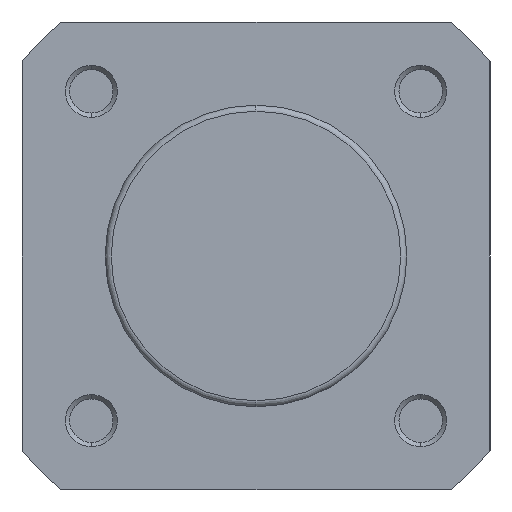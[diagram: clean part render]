
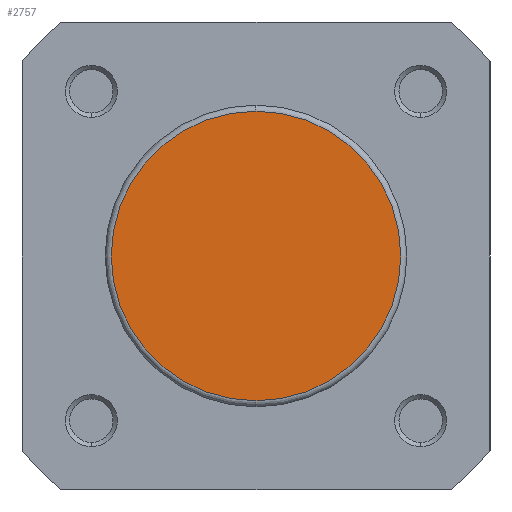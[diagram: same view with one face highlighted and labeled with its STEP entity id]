
A CAD part, left-side view. The second image highlights one B-rep face of the part: STEP entity #2757.
In plain terms, the highlighted planar face has unit normal (-1, 0, 0).
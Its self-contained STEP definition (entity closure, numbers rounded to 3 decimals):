
#562 = VERTEX_POINT ( 'NONE', #848 ) ;
#566 = VERTEX_POINT ( 'NONE', #852 ) ;
#848 = CARTESIAN_POINT ( 'NONE',  ( 0., 0., 16.7 ) ) ;
#852 = CARTESIAN_POINT ( 'NONE',  ( 0., 0., -16.7 ) ) ;
#1507 = CARTESIAN_POINT ( 'NONE',  ( 0., -17.4, 0. ) ) ;
#1508 = PLANE ( 'NONE',  #3392 ) ;
#1510 = DIRECTION ( 'NONE',  ( -1., 0., 0. ) ) ;
#1511 = DIRECTION ( 'NONE',  ( 0., 0., 1. ) ) ;
#2107 = FACE_OUTER_BOUND ( 'NONE', #3216, .T. ) ;
#2327 = CIRCLE ( 'NONE', #3480, 16.7 ) ;
#2433 = CIRCLE ( 'NONE', #3517, 16.7 ) ;
#2757 = ADVANCED_FACE ( 'NONE', ( #2107 ), #1508, .T. ) ;
#3216 = EDGE_LOOP ( 'NONE', ( #4988, #5160 ) ) ;
#3392 = AXIS2_PLACEMENT_3D ( 'NONE', #1507, #1510, #1511 ) ;
#3480 = AXIS2_PLACEMENT_3D ( 'NONE', #3889, #3896, #3897 ) ;
#3517 = AXIS2_PLACEMENT_3D ( 'NONE', #4072, #4074, #4075 ) ;
#3889 = CARTESIAN_POINT ( 'NONE',  ( 0., 0., 0. ) ) ;
#3896 = DIRECTION ( 'NONE',  ( -1., 0., 0. ) ) ;
#3897 = DIRECTION ( 'NONE',  ( 0., 0., 1. ) ) ;
#4072 = CARTESIAN_POINT ( 'NONE',  ( 0., 0., 0. ) ) ;
#4074 = DIRECTION ( 'NONE',  ( -1., 0., 0. ) ) ;
#4075 = DIRECTION ( 'NONE',  ( 0., 0., 1. ) ) ;
#4988 = ORIENTED_EDGE ( 'NONE', *, *, #5272, .T. ) ;
#5160 = ORIENTED_EDGE ( 'NONE', *, *, #5344, .T. ) ;
#5272 = EDGE_CURVE ( 'NONE', #562, #566, #2327, .T. ) ;
#5344 = EDGE_CURVE ( 'NONE', #566, #562, #2433, .T. ) ;
